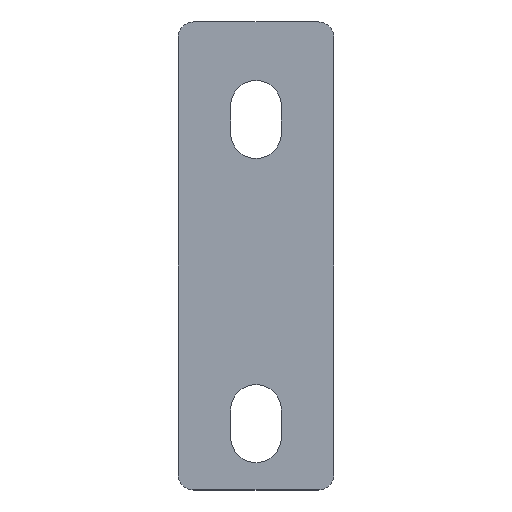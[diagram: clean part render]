
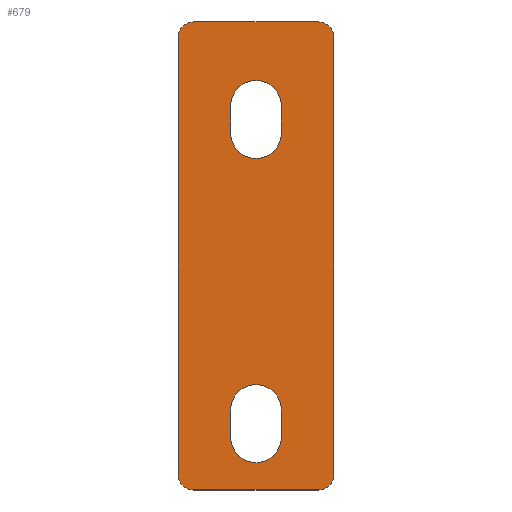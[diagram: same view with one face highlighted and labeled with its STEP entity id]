
A CAD part, top view. The second image highlights one B-rep face of the part: STEP entity #679.
In plain terms, the highlighted planar face has unit normal (0, 0, 1).
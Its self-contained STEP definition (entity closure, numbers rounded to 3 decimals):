
#320=CARTESIAN_POINT('',(16.,56.,2.5));
#321=DIRECTION('',(0.,0.,1.));
#322=DIRECTION('',(1.,0.,0.));
#323=AXIS2_PLACEMENT_3D('',#320,#321,#322);
#325=DIRECTION('',(0.,1.,0.));
#326=VECTOR('',#325,112.);
#327=CARTESIAN_POINT('',(20.,-56.,2.5));
#328=LINE('',#327,#326);
#329=CARTESIAN_POINT('',(16.,-56.,2.5));
#330=DIRECTION('',(0.,0.,1.));
#331=DIRECTION('',(0.,-1.,0.));
#332=AXIS2_PLACEMENT_3D('',#329,#330,#331);
#334=DIRECTION('',(1.,0.,0.));
#335=VECTOR('',#334,32.);
#336=CARTESIAN_POINT('',(-16.,-60.,2.5));
#337=LINE('',#336,#335);
#338=CARTESIAN_POINT('',(-16.,-56.,2.5));
#339=DIRECTION('',(0.,0.,1.));
#340=DIRECTION('',(-1.,0.,0.));
#341=AXIS2_PLACEMENT_3D('',#338,#339,#340);
#343=DIRECTION('',(0.,-1.,0.));
#344=VECTOR('',#343,112.);
#345=CARTESIAN_POINT('',(-20.,56.,2.5));
#346=LINE('',#345,#344);
#347=CARTESIAN_POINT('',(-16.,56.,2.5));
#348=DIRECTION('',(0.,0.,1.));
#349=DIRECTION('',(0.,1.,0.));
#350=AXIS2_PLACEMENT_3D('',#347,#348,#349);
#352=DIRECTION('',(-1.,0.,0.));
#353=VECTOR('',#352,32.);
#354=CARTESIAN_POINT('',(16.,60.,2.5));
#355=LINE('',#354,#353);
#356=CARTESIAN_POINT('',(0.,38.5,2.5));
#357=DIRECTION('',(0.,0.,1.));
#358=DIRECTION('',(1.,0.,0.));
#359=AXIS2_PLACEMENT_3D('',#356,#357,#358);
#361=DIRECTION('',(0.,-1.,0.));
#362=VECTOR('',#361,7.);
#363=CARTESIAN_POINT('',(-6.5,38.5,2.5));
#364=LINE('',#363,#362);
#365=CARTESIAN_POINT('',(0.,31.5,2.5));
#366=DIRECTION('',(0.,0.,1.));
#367=DIRECTION('',(-1.,0.,0.));
#368=AXIS2_PLACEMENT_3D('',#365,#366,#367);
#370=DIRECTION('',(0.,1.,0.));
#371=VECTOR('',#370,7.);
#372=CARTESIAN_POINT('',(6.5,31.5,2.5));
#373=LINE('',#372,#371);
#374=CARTESIAN_POINT('',(0.,-39.5,2.5));
#375=DIRECTION('',(0.,0.,1.));
#376=DIRECTION('',(1.,0.,0.));
#377=AXIS2_PLACEMENT_3D('',#374,#375,#376);
#379=DIRECTION('',(0.,-1.,0.));
#380=VECTOR('',#379,7.);
#381=CARTESIAN_POINT('',(-6.5,-39.5,2.5));
#382=LINE('',#381,#380);
#383=CARTESIAN_POINT('',(0.,-46.5,2.5));
#384=DIRECTION('',(0.,0.,1.));
#385=DIRECTION('',(-1.,0.,0.));
#386=AXIS2_PLACEMENT_3D('',#383,#384,#385);
#388=DIRECTION('',(0.,1.,0.));
#389=VECTOR('',#388,7.);
#390=CARTESIAN_POINT('',(6.5,-46.5,2.5));
#391=LINE('',#390,#389);
#428=CARTESIAN_POINT('',(20.,56.,2.5));
#429=VERTEX_POINT('',#428);
#430=CARTESIAN_POINT('',(16.,60.,2.5));
#431=VERTEX_POINT('',#430);
#436=CARTESIAN_POINT('',(-16.,60.,2.5));
#437=VERTEX_POINT('',#436);
#438=CARTESIAN_POINT('',(-20.,56.,2.5));
#439=VERTEX_POINT('',#438);
#444=CARTESIAN_POINT('',(16.,-60.,2.5));
#445=VERTEX_POINT('',#444);
#446=CARTESIAN_POINT('',(20.,-56.,2.5));
#447=VERTEX_POINT('',#446);
#452=CARTESIAN_POINT('',(-20.,-56.,2.5));
#453=VERTEX_POINT('',#452);
#454=CARTESIAN_POINT('',(-16.,-60.,2.5));
#455=VERTEX_POINT('',#454);
#472=CARTESIAN_POINT('',(6.5,38.5,2.5));
#473=CARTESIAN_POINT('',(-6.5,38.5,2.5));
#474=VERTEX_POINT('',#472);
#475=VERTEX_POINT('',#473);
#476=CARTESIAN_POINT('',(-6.5,31.5,2.5));
#477=VERTEX_POINT('',#476);
#478=CARTESIAN_POINT('',(6.5,31.5,2.5));
#479=VERTEX_POINT('',#478);
#480=CARTESIAN_POINT('',(6.5,-39.5,2.5));
#481=CARTESIAN_POINT('',(-6.5,-39.5,2.5));
#482=VERTEX_POINT('',#480);
#483=VERTEX_POINT('',#481);
#484=CARTESIAN_POINT('',(-6.5,-46.5,2.5));
#485=VERTEX_POINT('',#484);
#486=CARTESIAN_POINT('',(6.5,-46.5,2.5));
#487=VERTEX_POINT('',#486);
#644=CARTESIAN_POINT('',(0.,0.,2.5));
#645=DIRECTION('',(0.,0.,1.));
#646=DIRECTION('',(1.,0.,0.));
#647=AXIS2_PLACEMENT_3D('',#644,#645,#646);
#648=PLANE('',#647);
#649=ORIENTED_EDGE('',*,*,#540,.F.);
#650=ORIENTED_EDGE('',*,*,#556,.F.);
#651=ORIENTED_EDGE('',*,*,#569,.F.);
#652=ORIENTED_EDGE('',*,*,#584,.F.);
#653=ORIENTED_EDGE('',*,*,#597,.F.);
#654=ORIENTED_EDGE('',*,*,#610,.F.);
#655=ORIENTED_EDGE('',*,*,#625,.F.);
#656=ORIENTED_EDGE('',*,*,#637,.F.);
#657=EDGE_LOOP('',(#649,#650,#651,#652,#653,#654,#655,#656));
#658=FACE_OUTER_BOUND('',#657,.F.);
#660=ORIENTED_EDGE('',*,*,#659,.T.);
#662=ORIENTED_EDGE('',*,*,#661,.T.);
#664=ORIENTED_EDGE('',*,*,#663,.T.);
#666=ORIENTED_EDGE('',*,*,#665,.T.);
#667=EDGE_LOOP('',(#660,#662,#664,#666));
#668=FACE_BOUND('',#667,.F.);
#670=ORIENTED_EDGE('',*,*,#669,.T.);
#672=ORIENTED_EDGE('',*,*,#671,.T.);
#674=ORIENTED_EDGE('',*,*,#673,.T.);
#676=ORIENTED_EDGE('',*,*,#675,.T.);
#677=EDGE_LOOP('',(#670,#672,#674,#676));
#678=FACE_BOUND('',#677,.F.);
#679=ADVANCED_FACE('',(#658,#668,#678),#648,.T.);
#324=CIRCLE('',#323,4.);
#333=CIRCLE('',#332,4.);
#342=CIRCLE('',#341,4.);
#351=CIRCLE('',#350,4.);
#360=CIRCLE('',#359,6.5);
#369=CIRCLE('',#368,6.5);
#378=CIRCLE('',#377,6.5);
#387=CIRCLE('',#386,6.5);
#540=EDGE_CURVE('',#429,#431,#324,.T.);
#556=EDGE_CURVE('',#447,#429,#328,.T.);
#569=EDGE_CURVE('',#445,#447,#333,.T.);
#584=EDGE_CURVE('',#455,#445,#337,.T.);
#597=EDGE_CURVE('',#453,#455,#342,.T.);
#610=EDGE_CURVE('',#439,#453,#346,.T.);
#625=EDGE_CURVE('',#437,#439,#351,.T.);
#637=EDGE_CURVE('',#431,#437,#355,.T.);
#659=EDGE_CURVE('',#474,#475,#360,.T.);
#661=EDGE_CURVE('',#475,#477,#364,.T.);
#663=EDGE_CURVE('',#477,#479,#369,.T.);
#665=EDGE_CURVE('',#479,#474,#373,.T.);
#669=EDGE_CURVE('',#482,#483,#378,.T.);
#671=EDGE_CURVE('',#483,#485,#382,.T.);
#673=EDGE_CURVE('',#485,#487,#387,.T.);
#675=EDGE_CURVE('',#487,#482,#391,.T.);
